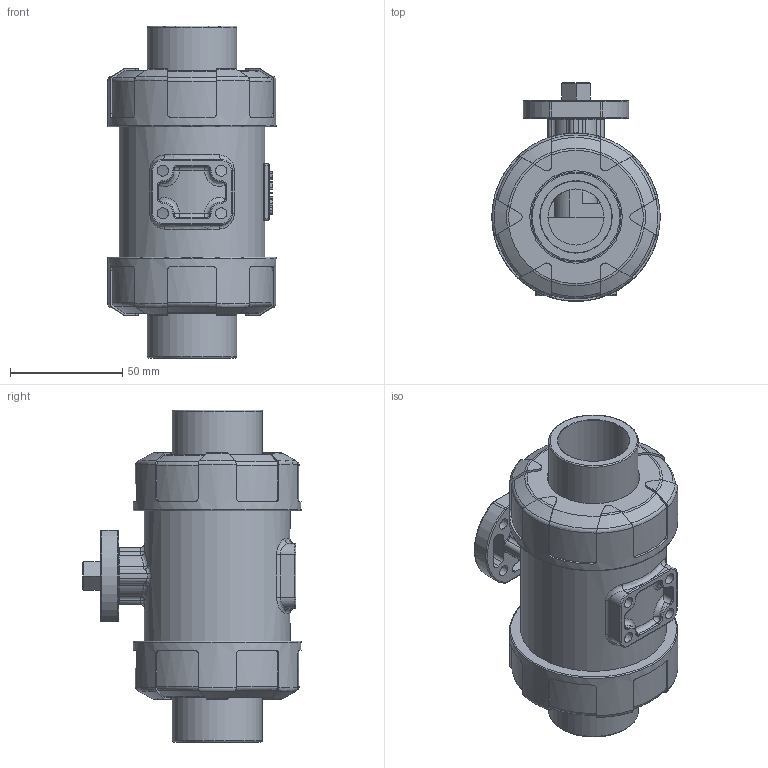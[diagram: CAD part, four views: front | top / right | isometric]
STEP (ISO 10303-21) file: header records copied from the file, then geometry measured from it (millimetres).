
FILE_DESCRIPTION(/* description */ (''),/* implementation_level */ '2;1');
FILE_NAME(/* name */ 'DN25_3D_STEP.stp',/* time_stamp */ '2025-07-15T17:53:58+03:00',/* author */ ('igorr'),/* organization */ (''),/* preprocessor_version */ 'ST-DEVELOPER v20',/* originating_system */ 'Autodesk Inventor 2025',/* authorisation */ '');
FILE_SCHEMA (('AUTOMOTIVE_DESIGN { 1 0 10303 214 3 1 1 }'));
Length unit declared in the file: millimetre
Products named in the file (1): Деталь1
Bounding box: 75 x 97.5 x 148 mm (x, y, z)
Volume: 387497.7 mm3; surface area: 64336.8 mm2
Topology: 1 solids, 3 shells, 586 faces, 1487 edges, 929 vertices
Faces by surface type: cylinder 194, plane 173, torus 130, bspline 47, cone 26, sphere 16
Full cylindrical faces by diameter (mm): 5 x8, 15 x1, 25 x1, 32 x2, 40 x2, 41.2 x2, 65 x1, 75 x2
Entity records: 20059 total; most frequent: CARTESIAN_POINT 5724, ORIENTED_EDGE 2974, DIRECTION 2814, EDGE_CURVE 1487, AXIS2_PLACEMENT_3D 1105, VERTEX_POINT 929, EDGE_LOOP 626, LINE 604
